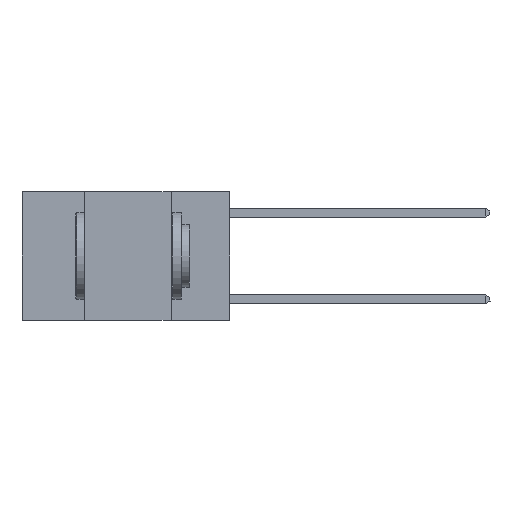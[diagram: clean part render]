
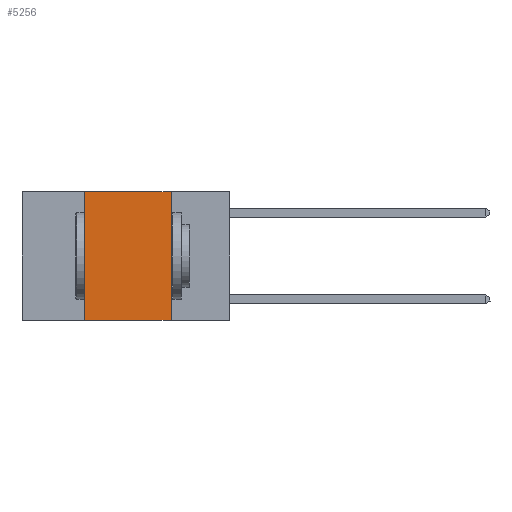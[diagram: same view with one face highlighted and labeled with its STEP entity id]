
A CAD part, left-side view. The second image highlights one B-rep face of the part: STEP entity #5256.
In plain terms, the highlighted planar face has unit normal (-1, 0, 0).
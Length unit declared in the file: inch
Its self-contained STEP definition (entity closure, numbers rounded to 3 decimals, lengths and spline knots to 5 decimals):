
#443 = LINE ( 'NONE', #3055, #9426 ) ;
#920 = VECTOR ( 'NONE', #7357, 39.37008 ) ;
#1310 = EDGE_CURVE ( 'NONE', #2251, #8890, #8732, .T. ) ;
#2080 = CARTESIAN_POINT ( 'NONE',  ( 0., 0.17, 0. ) ) ;
#2251 = VERTEX_POINT ( 'NONE', #7206 ) ;
#2978 = LINE ( 'NONE', #2080, #920 ) ;
#3055 = CARTESIAN_POINT ( 'NONE',  ( 0., 0.42, 0. ) ) ;
#3541 = CARTESIAN_POINT ( 'NONE',  ( 0., 0.17, -0.37 ) ) ;
#3888 = DIRECTION ( 'NONE',  ( 1., 0., 0. ) ) ;
#3931 = DIRECTION ( 'NONE',  ( 0., -1., 0. ) ) ;
#4943 = EDGE_LOOP ( 'NONE', ( #9430, #9180, #9106, #9432 ) ) ;
#5256 = ADVANCED_FACE ( 'NONE', ( #9500 ), #5619, .F. ) ;
#5619 = PLANE ( 'NONE',  #10261 ) ;
#6882 = VECTOR ( 'NONE', #3931, 39.37008 ) ;
#6953 = DIRECTION ( 'NONE',  ( 0., -1., 0. ) ) ;
#7171 = CARTESIAN_POINT ( 'NONE',  ( 0., 0.6, -0.37 ) ) ;
#7206 = CARTESIAN_POINT ( 'NONE',  ( 0., 0.42, -0.37 ) ) ;
#7272 = EDGE_CURVE ( 'NONE', #7885, #8890, #2978, .T. ) ;
#7356 = EDGE_CURVE ( 'NONE', #9076, #7885, #9119, .T. ) ;
#7357 = DIRECTION ( 'NONE',  ( 0., 0., -1. ) ) ;
#7885 = VERTEX_POINT ( 'NONE', #8819 ) ;
#8259 = CARTESIAN_POINT ( 'NONE',  ( 0., 0.6, 0. ) ) ;
#8732 = LINE ( 'NONE', #7171, #10617 ) ;
#8819 = CARTESIAN_POINT ( 'NONE',  ( 0., 0.17, 0. ) ) ;
#8890 = VERTEX_POINT ( 'NONE', #3541 ) ;
#9076 = VERTEX_POINT ( 'NONE', #9095 ) ;
#9092 = CARTESIAN_POINT ( 'NONE',  ( 0., 0.6, 0. ) ) ;
#9095 = CARTESIAN_POINT ( 'NONE',  ( 0., 0.42, 0. ) ) ;
#9106 = ORIENTED_EDGE ( 'NONE', *, *, #9827, .F. ) ;
#9119 = LINE ( 'NONE', #8259, #6882 ) ;
#9144 = DIRECTION ( 'NONE',  ( 0., 0., 1. ) ) ;
#9180 = ORIENTED_EDGE ( 'NONE', *, *, #7356, .F. ) ;
#9426 = VECTOR ( 'NONE', #9144, 39.37008 ) ;
#9430 = ORIENTED_EDGE ( 'NONE', *, *, #7272, .F. ) ;
#9432 = ORIENTED_EDGE ( 'NONE', *, *, #1310, .T. ) ;
#9500 = FACE_OUTER_BOUND ( 'NONE', #4943, .T. ) ;
#9827 = EDGE_CURVE ( 'NONE', #2251, #9076, #443, .T. ) ;
#9873 = DIRECTION ( 'NONE',  ( 0., 0., -1. ) ) ;
#10261 = AXIS2_PLACEMENT_3D ( 'NONE', #9092, #3888, #9873 ) ;
#10617 = VECTOR ( 'NONE', #6953, 39.37008 ) ;
